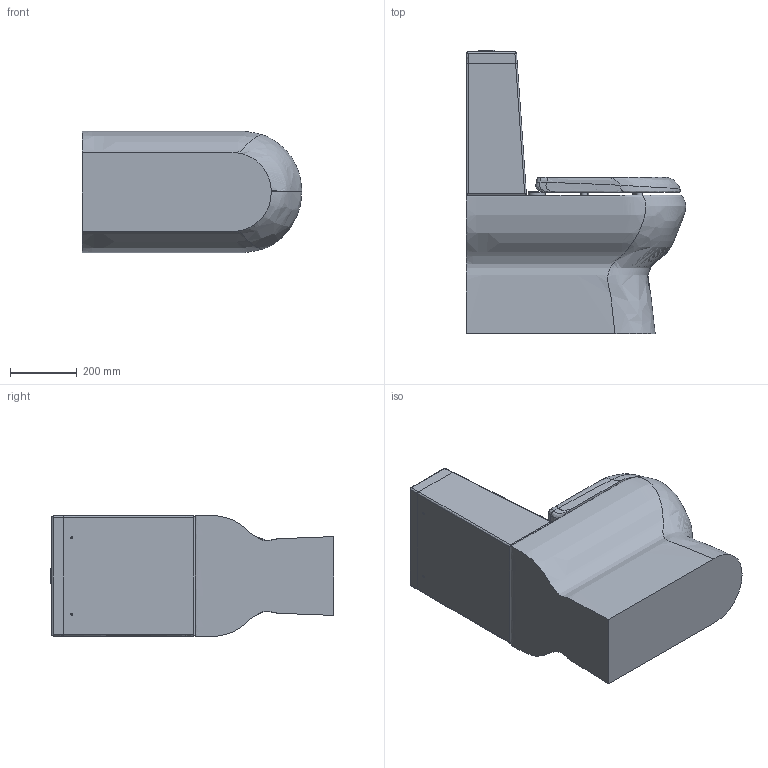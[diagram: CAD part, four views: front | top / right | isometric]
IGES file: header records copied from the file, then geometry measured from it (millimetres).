
Global section: file name: 3586; native system: AutoCAD 2016 - English; preprocessor: Autodesk Translation Framework DWG producer (atf_dwg_producer); organization: unknown; date: 20170508.103253; units: millimetre
Bounding box: 657.28 x 849 x 365.21 mm (x, y, z)
Volume: 77505262.5 mm3; surface area: 2552250.7 mm2
Topology: 8 solids, 8 shells, 161 faces, 422 edges, 290 vertices
Faces by surface type: bspline 161
